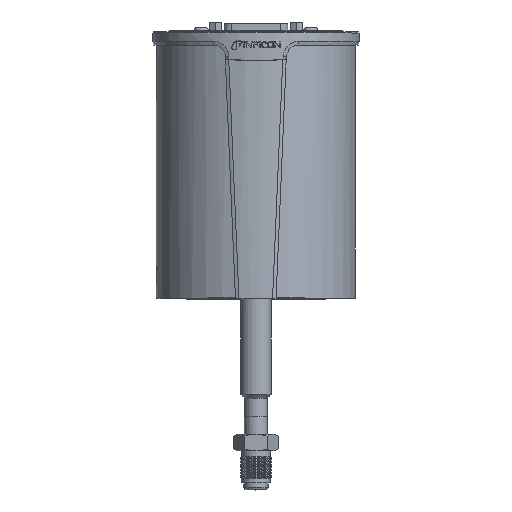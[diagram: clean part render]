
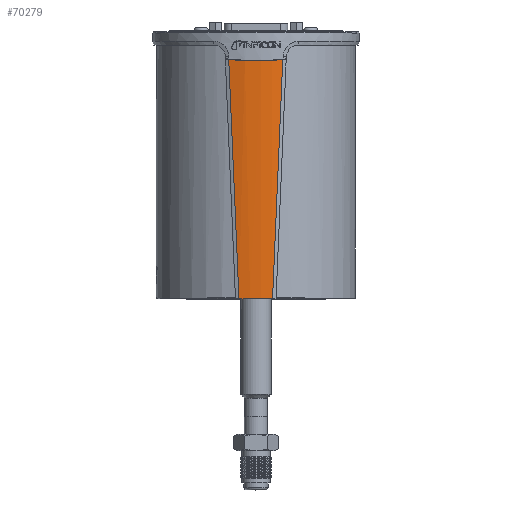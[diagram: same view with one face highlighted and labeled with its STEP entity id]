
A CAD part, top view. The second image highlights one B-rep face of the part: STEP entity #70279.
In plain terms, the highlighted cylindrical face has radius 42.5 mm (diameter 85 mm), a partial arc.
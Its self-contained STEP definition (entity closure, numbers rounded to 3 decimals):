
#569=ELLIPSE('',#74495,45.228,42.5);
#2439=B_SPLINE_CURVE_WITH_KNOTS('',3,(#103184,#103185,#103186,#103187,#103188),
 .UNSPECIFIED.,.F.,.F.,(4,1,4),(0.022,9.878,9.884),
 .UNSPECIFIED.);
#2440=B_SPLINE_CURVE_WITH_KNOTS('',3,(#103191,#103192,#103193,#103194,#103195),
 .UNSPECIFIED.,.F.,.F.,(4,1,4),(-9.906,-9.899,-0.044),
 .UNSPECIFIED.);
#16149=CYLINDRICAL_SURFACE('',#74498,42.5);
#17457=FACE_OUTER_BOUND('',#21185,.T.);
#21185=EDGE_LOOP('',(#46385,#46386,#46387,#46388));
#25018=CIRCLE('',#74499,42.5);
#27187=VERTEX_POINT('',#103122);
#27188=VERTEX_POINT('',#103129);
#27195=VERTEX_POINT('',#103177);
#27196=VERTEX_POINT('',#103190);
#34570=EDGE_CURVE('',#27188,#27187,#569,.F.);
#34581=EDGE_CURVE('',#27188,#27195,#2439,.T.);
#34582=EDGE_CURVE('',#27196,#27187,#2440,.T.);
#34583=EDGE_CURVE('',#27196,#27195,#25018,.T.);
#46385=ORIENTED_EDGE('',*,*,#34581,.F.);
#46386=ORIENTED_EDGE('',*,*,#34570,.T.);
#46387=ORIENTED_EDGE('',*,*,#34582,.F.);
#46388=ORIENTED_EDGE('',*,*,#34583,.T.);
#70279=ADVANCED_FACE('',(#17457),#16149,.T.);
#74495=AXIS2_PLACEMENT_3D('',#103130,#83385,#83386);
#74498=AXIS2_PLACEMENT_3D('',#103189,#83399,#83400);
#74499=AXIS2_PLACEMENT_3D('',#103196,#83401,#83402);
#83385=DIRECTION('center_axis',(0.,0.94,
0.342));
#83386=DIRECTION('ref_axis',(0.,-0.342,0.94));
#83399=DIRECTION('center_axis',(0.,1.,0.));
#83400=DIRECTION('ref_axis',(0.,0.,
1.));
#83401=DIRECTION('center_axis',(0.,1.,0.));
#83402=DIRECTION('ref_axis',(0.198,0.,0.98));
#103122=CARTESIAN_POINT('',(-11.232,29.781,41.016));
#103129=CARTESIAN_POINT('',(11.032,29.781,41.016));
#103130=CARTESIAN_POINT('Origin',(-0.1,44.709,0.));
#103177=CARTESIAN_POINT('',(6.823,-68.75,41.932));
#103184=CARTESIAN_POINT('Ctrl Pts',(11.032,29.781,41.016));
#103185=CARTESIAN_POINT('Ctrl Pts',(9.639,-3.048,
41.394));
#103186=CARTESIAN_POINT('Ctrl Pts',(8.237,-35.877,
41.699));
#103187=CARTESIAN_POINT('Ctrl Pts',(6.824,-68.728,
41.932));
#103188=CARTESIAN_POINT('Ctrl Pts',(6.823,-68.75,
41.932));
#103189=CARTESIAN_POINT('Origin',(-0.1,37.65,0.));
#103190=CARTESIAN_POINT('',(-7.023,-68.75,41.932));
#103191=CARTESIAN_POINT('Ctrl Pts',(-7.023,-68.75,
41.932));
#103192=CARTESIAN_POINT('Ctrl Pts',(-7.024,-68.728,
41.932));
#103193=CARTESIAN_POINT('Ctrl Pts',(-8.437,-35.875,
41.699));
#103194=CARTESIAN_POINT('Ctrl Pts',(-9.839,-3.05,
41.394));
#103195=CARTESIAN_POINT('Ctrl Pts',(-11.232,29.781,
41.016));
#103196=CARTESIAN_POINT('Origin',(-0.1,-68.75,
0.));
